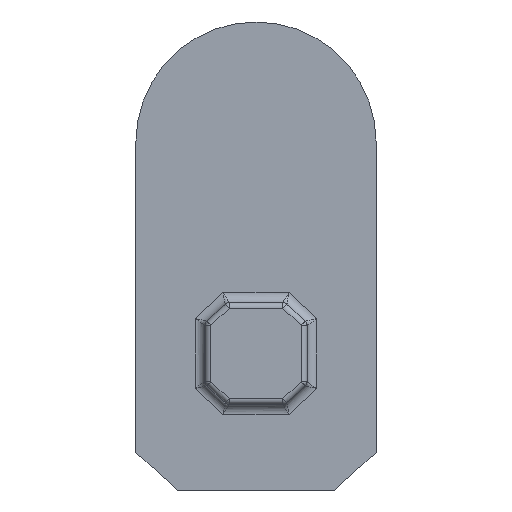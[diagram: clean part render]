
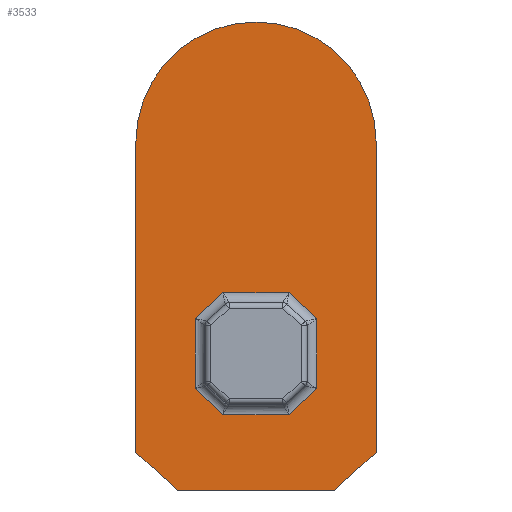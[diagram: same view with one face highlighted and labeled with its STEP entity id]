
A CAD part, front view. The second image highlights one B-rep face of the part: STEP entity #3533.
In plain terms, the highlighted planar face has unit normal (0, -1, 0).
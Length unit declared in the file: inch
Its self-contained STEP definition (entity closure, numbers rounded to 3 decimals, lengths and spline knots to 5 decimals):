
#7 = CARTESIAN_POINT ( 'NONE',  ( 0.54, 0., -2.387 ) ) ;
#24 = CARTESIAN_POINT ( 'NONE',  ( 0.824, 0., -2.129 ) ) ;
#69 = EDGE_LOOP ( 'NONE', ( #5397, #3223, #3226, #7120, #5056, #3915, #1142, #1598 ) ) ;
#113 = VECTOR ( 'NONE', #2988, 39.37008 ) ;
#349 = VECTOR ( 'NONE', #1839, 39.37008 ) ;
#368 = EDGE_CURVE ( 'NONE', #1765, #6377, #4113, .T. ) ;
#376 = DIRECTION ( 'NONE',  ( -0.731, 0., 0.682 ) ) ;
#424 = VERTEX_POINT ( 'NONE', #1837 ) ;
#440 = EDGE_CURVE ( 'NONE', #690, #2398, #6368, .T. ) ;
#470 = EDGE_CURVE ( 'NONE', #424, #690, #3841, .T. ) ;
#532 = LINE ( 'NONE', #3842, #3608 ) ;
#535 = DIRECTION ( 'NONE',  ( 0.731, 0., 0.682 ) ) ;
#579 = FACE_OUTER_BOUND ( 'NONE', #6542, .T. ) ;
#690 = VERTEX_POINT ( 'NONE', #6570 ) ;
#718 = VERTEX_POINT ( 'NONE', #3991 ) ;
#752 = DIRECTION ( 'NONE',  ( 0., 0., 1. ) ) ;
#940 = ORIENTED_EDGE ( 'NONE', *, *, #6873, .F. ) ;
#962 = VERTEX_POINT ( 'NONE', #24 ) ;
#1014 = EDGE_CURVE ( 'NONE', #2778, #962, #1910, .T. ) ;
#1042 = AXIS2_PLACEMENT_3D ( 'NONE', #3622, #4185, #752 ) ;
#1054 = VERTEX_POINT ( 'NONE', #1582 ) ;
#1142 = ORIENTED_EDGE ( 'NONE', *, *, #1265, .T. ) ;
#1255 = CARTESIAN_POINT ( 'NONE',  ( -0.2, 0., -1.869 ) ) ;
#1265 = EDGE_CURVE ( 'NONE', #5288, #424, #4197, .T. ) ;
#1358 = CARTESIAN_POINT ( 'NONE',  ( -0.54, 0., -2.387 ) ) ;
#1368 = VECTOR ( 'NONE', #6748, 39.37008 ) ;
#1409 = EDGE_CURVE ( 'NONE', #962, #2849, #4158, .T. ) ;
#1474 = LINE ( 'NONE', #6258, #113 ) ;
#1519 = VERTEX_POINT ( 'NONE', #7118 ) ;
#1582 = CARTESIAN_POINT ( 'NONE',  ( -0.227, 0., -1.869 ) ) ;
#1598 = ORIENTED_EDGE ( 'NONE', *, *, #470, .T. ) ;
#1691 = DIRECTION ( 'NONE',  ( 1., 0., 0. ) ) ;
#1733 = CARTESIAN_POINT ( 'NONE',  ( 0.39674, 0., -1.19042 ) ) ;
#1755 = EDGE_CURVE ( 'NONE', #718, #1054, #2563, .T. ) ;
#1765 = VERTEX_POINT ( 'NONE', #3001 ) ;
#1767 = DIRECTION ( 'NONE',  ( 0.731, 0., -0.682 ) ) ;
#1795 = CARTESIAN_POINT ( 'NONE',  ( -0.824, 0., 0. ) ) ;
#1797 = CARTESIAN_POINT ( 'NONE',  ( 0.2, 0., -1.032 ) ) ;
#1837 = CARTESIAN_POINT ( 'NONE',  ( -0.227, 0., -1.032 ) ) ;
#1839 = DIRECTION ( 'NONE',  ( -1., 0., 0. ) ) ;
#1910 = LINE ( 'NONE', #2738, #2339 ) ;
#1938 = ORIENTED_EDGE ( 'NONE', *, *, #1014, .F. ) ;
#1948 = FACE_BOUND ( 'NONE', #69, .T. ) ;
#2031 = AXIS2_PLACEMENT_3D ( 'NONE', #3296, #7065, #3867 ) ;
#2076 = CIRCLE ( 'NONE', #2031, 0.824 ) ;
#2084 = VECTOR ( 'NONE', #2361, 39.37008 ) ;
#2097 = LINE ( 'NONE', #1358, #3629 ) ;
#2208 = CARTESIAN_POINT ( 'NONE',  ( -0.824, 0., -2.129 ) ) ;
#2309 = VECTOR ( 'NONE', #535, 39.37008 ) ;
#2339 = VECTOR ( 'NONE', #6554, 39.37008 ) ;
#2340 = CARTESIAN_POINT ( 'NONE',  ( -0.4185, 0., -1.2405 ) ) ;
#2361 = DIRECTION ( 'NONE',  ( 0., 0., 1. ) ) ;
#2398 = VERTEX_POINT ( 'NONE', #3409 ) ;
#2563 = LINE ( 'NONE', #1255, #349 ) ;
#2646 = VECTOR ( 'NONE', #4582, 39.37008 ) ;
#2738 = CARTESIAN_POINT ( 'NONE',  ( 0.824, 0., 0. ) ) ;
#2778 = VERTEX_POINT ( 'NONE', #7125 ) ;
#2849 = VERTEX_POINT ( 'NONE', #5589 ) ;
#2949 = CARTESIAN_POINT ( 'NONE',  ( 0.24674, 0., -1.85058 ) ) ;
#2988 = DIRECTION ( 'NONE',  ( 0., 0., -1. ) ) ;
#3001 = CARTESIAN_POINT ( 'NONE',  ( -0.54, 0., -2.387 ) ) ;
#3053 = CARTESIAN_POINT ( 'NONE',  ( -0.824, 0., -2.129 ) ) ;
#3075 = EDGE_CURVE ( 'NONE', #4218, #5288, #6637, .T. ) ;
#3103 = EDGE_CURVE ( 'NONE', #6377, #4527, #6480, .T. ) ;
#3183 = DIRECTION ( 'NONE',  ( -0.74, 0., 0.672 ) ) ;
#3223 = ORIENTED_EDGE ( 'NONE', *, *, #6563, .T. ) ;
#3226 = ORIENTED_EDGE ( 'NONE', *, *, #3304, .T. ) ;
#3296 = CARTESIAN_POINT ( 'NONE',  ( 0., 0., 0. ) ) ;
#3304 = EDGE_CURVE ( 'NONE', #1519, #718, #5666, .T. ) ;
#3408 = ORIENTED_EDGE ( 'NONE', *, *, #4957, .F. ) ;
#3409 = CARTESIAN_POINT ( 'NONE',  ( 0.4185, 0., -1.21073 ) ) ;
#3533 = ADVANCED_FACE ( 'NONE', ( #1948, #579 ), #6852, .F. ) ;
#3608 = VECTOR ( 'NONE', #376, 39.37008 ) ;
#3622 = CARTESIAN_POINT ( 'NONE',  ( 0., 0., 0. ) ) ;
#3629 = VECTOR ( 'NONE', #4209, 39.37008 ) ;
#3659 = VECTOR ( 'NONE', #1691, 39.37008 ) ;
#3773 = ORIENTED_EDGE ( 'NONE', *, *, #3103, .F. ) ;
#3817 = CARTESIAN_POINT ( 'NONE',  ( -0.4185, 0., -1.21073 ) ) ;
#3841 = LINE ( 'NONE', #1797, #3659 ) ;
#3842 = CARTESIAN_POINT ( 'NONE',  ( -0.39674, 0., -1.71058 ) ) ;
#3844 = ORIENTED_EDGE ( 'NONE', *, *, #368, .F. ) ;
#3867 = DIRECTION ( 'NONE',  ( 0., 0., 1. ) ) ;
#3915 = ORIENTED_EDGE ( 'NONE', *, *, #3075, .T. ) ;
#3938 = VECTOR ( 'NONE', #3183, 39.37008 ) ;
#3991 = CARTESIAN_POINT ( 'NONE',  ( 0.227, 0., -1.869 ) ) ;
#4113 = LINE ( 'NONE', #3053, #3938 ) ;
#4158 = LINE ( 'NONE', #7, #2646 ) ;
#4185 = DIRECTION ( 'NONE',  ( 0., 1., 0. ) ) ;
#4197 = LINE ( 'NONE', #6645, #2309 ) ;
#4209 = DIRECTION ( 'NONE',  ( -1., 0., 0. ) ) ;
#4215 = CARTESIAN_POINT ( 'NONE',  ( -0.824, 0., 0. ) ) ;
#4218 = VERTEX_POINT ( 'NONE', #4362 ) ;
#4362 = CARTESIAN_POINT ( 'NONE',  ( -0.4185, 0., -1.69027 ) ) ;
#4527 = VERTEX_POINT ( 'NONE', #4215 ) ;
#4582 = DIRECTION ( 'NONE',  ( -0.74, 0., -0.672 ) ) ;
#4617 = DIRECTION ( 'NONE',  ( 0., 0., 1. ) ) ;
#4696 = ORIENTED_EDGE ( 'NONE', *, *, #1409, .F. ) ;
#4931 = EDGE_CURVE ( 'NONE', #1054, #4218, #532, .T. ) ;
#4957 = EDGE_CURVE ( 'NONE', #4527, #2778, #2076, .T. ) ;
#5056 = ORIENTED_EDGE ( 'NONE', *, *, #4931, .T. ) ;
#5074 = VECTOR ( 'NONE', #4617, 39.37008 ) ;
#5119 = VECTOR ( 'NONE', #1767, 39.37008 ) ;
#5288 = VERTEX_POINT ( 'NONE', #3817 ) ;
#5397 = ORIENTED_EDGE ( 'NONE', *, *, #440, .T. ) ;
#5589 = CARTESIAN_POINT ( 'NONE',  ( 0.54, 0., -2.387 ) ) ;
#5666 = LINE ( 'NONE', #2949, #1368 ) ;
#6258 = CARTESIAN_POINT ( 'NONE',  ( 0.4185, 0., -1.6605 ) ) ;
#6368 = LINE ( 'NONE', #1733, #5119 ) ;
#6377 = VERTEX_POINT ( 'NONE', #2208 ) ;
#6480 = LINE ( 'NONE', #1795, #2084 ) ;
#6542 = EDGE_LOOP ( 'NONE', ( #4696, #1938, #3408, #3773, #3844, #940 ) ) ;
#6554 = DIRECTION ( 'NONE',  ( 0., 0., -1. ) ) ;
#6563 = EDGE_CURVE ( 'NONE', #2398, #1519, #1474, .T. ) ;
#6570 = CARTESIAN_POINT ( 'NONE',  ( 0.227, 0., -1.032 ) ) ;
#6637 = LINE ( 'NONE', #2340, #5074 ) ;
#6645 = CARTESIAN_POINT ( 'NONE',  ( -0.24674, 0., -1.05042 ) ) ;
#6748 = DIRECTION ( 'NONE',  ( -0.731, 0., -0.682 ) ) ;
#6852 = PLANE ( 'NONE',  #1042 ) ;
#6873 = EDGE_CURVE ( 'NONE', #2849, #1765, #2097, .T. ) ;
#7065 = DIRECTION ( 'NONE',  ( 0., 1., 0. ) ) ;
#7118 = CARTESIAN_POINT ( 'NONE',  ( 0.4185, 0., -1.69027 ) ) ;
#7120 = ORIENTED_EDGE ( 'NONE', *, *, #1755, .T. ) ;
#7125 = CARTESIAN_POINT ( 'NONE',  ( 0.824, 0., 0. ) ) ;
